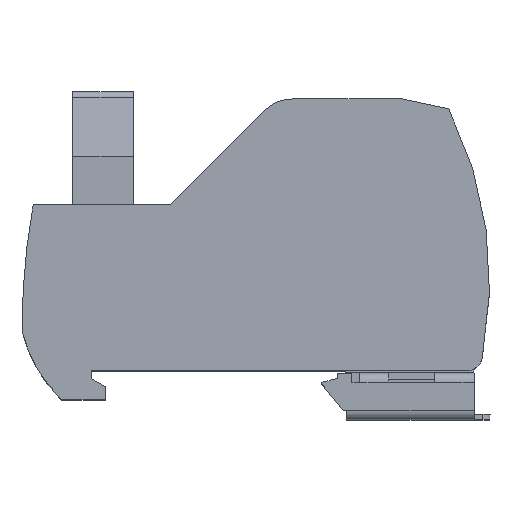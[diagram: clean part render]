
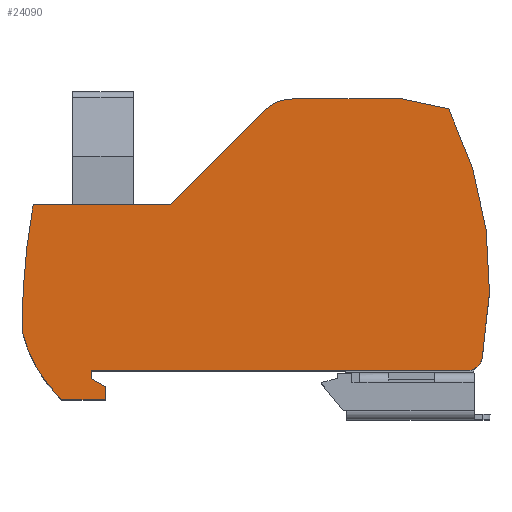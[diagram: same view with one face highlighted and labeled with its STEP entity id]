
A CAD part, top view. The second image highlights one B-rep face of the part: STEP entity #24090.
In plain terms, the highlighted planar face has unit normal (0, 0, 1).
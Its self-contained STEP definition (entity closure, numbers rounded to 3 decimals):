
#120=CARTESIAN_POINT('',(-2.13,1.2,9.77));
#130=VERTEX_POINT('',#120);
#600=CARTESIAN_POINT('',(-54.4,1.2,9.77));
#610=VERTEX_POINT('',#600);
#640=CARTESIAN_POINT('',(0.,1.2,9.77));
#650=DIRECTION('',(-1.,0.,0.));
#660=VECTOR('',#650,1.);
#670=LINE('',#640,#660);
#680=EDGE_CURVE('',#130,#610,#670,.T.);
#14130=CARTESIAN_POINT('',(-43.38,24.25,9.77));
#14140=VERTEX_POINT('',#14130);
#14170=CARTESIAN_POINT('',(0.,24.25,9.77));
#14180=DIRECTION('',(1.,0.,0.));
#14190=VECTOR('',#14180,1.);
#14200=LINE('',#14170,#14190);
#14210=CARTESIAN_POINT('',(-62.448,24.25,9.77));
#14220=VERTEX_POINT('',#14210);
#14230=EDGE_CURVE('',#14220,#14140,#14200,.T.);
#22890=CARTESIAN_POINT('',(-30.272,37.358,9.77));
#22900=VERTEX_POINT('',#22890);
#22930=CARTESIAN_POINT('',(0.,67.63,9.77));
#22940=DIRECTION('',(0.707,0.707,0.));
#22950=VECTOR('',#22940,1.);
#22960=LINE('',#22930,#22950);
#22970=EDGE_CURVE('',#14140,#22900,#22960,.T.);
#23100=CARTESIAN_POINT('',(-27.765,19.919,9.77));
#23110=DIRECTION('',(0.,0.,1.));
#23120=DIRECTION('',(1.,0.,0.));
#23130=AXIS2_PLACEMENT_3D('',#23100,#23110,#23120);
#23140=PLANE('',#23130);
#23150=ORIENTED_EDGE('',*,*,#14230,.F.);
#23160=ORIENTED_EDGE('',*,*,#22970,.F.);
#23170=CARTESIAN_POINT('',(-26.38,33.466,9.77));
#23180=DIRECTION('',(0.,0.,1.));
#23190=DIRECTION('',(-1.,0.,0.));
#23200=AXIS2_PLACEMENT_3D('',#23170,#23180,#23190);
#23210=CIRCLE('',#23200,5.504);
#23220=CARTESIAN_POINT('',(-26.38,38.97,9.77));
#23230=VERTEX_POINT('',#23220);
#23240=EDGE_CURVE('',#23230,#22900,#23210,.T.);
#23250=ORIENTED_EDGE('',*,*,#23240,.T.);
#23260=CARTESIAN_POINT('',(0.,38.97,9.77));
#23270=DIRECTION('',(1.,0.,0.));
#23280=VECTOR('',#23270,1.);
#23290=LINE('',#23260,#23280);
#23300=CARTESIAN_POINT('',(-11.135,38.97,9.77));
#23310=VERTEX_POINT('',#23300);
#23320=EDGE_CURVE('',#23230,#23310,#23290,.T.);
#23330=ORIENTED_EDGE('',*,*,#23320,.F.);
#23340=CARTESIAN_POINT('',(0.,36.603,9.77));
#23350=DIRECTION('',(0.978,-0.208,0.));
#23360=VECTOR('',#23350,1.);
#23370=LINE('',#23340,#23360);
#23380=CARTESIAN_POINT('',(-4.69,37.6,9.77));
#23390=VERTEX_POINT('',#23380);
#23400=EDGE_CURVE('',#23310,#23390,#23370,.T.);
#23410=ORIENTED_EDGE('',*,*,#23400,.F.);
#23420=CARTESIAN_POINT('',(-52.395,13.615,9.77));
#23430=DIRECTION('',(0.,0.,1.));
#23440=DIRECTION('',(1.,0.,0.));
#23450=AXIS2_PLACEMENT_3D('',#23420,#23430,#23440);
#23460=CIRCLE('',#23450,53.395);
#23470=CARTESIAN_POINT('',(0.,3.33,9.77))
;
#23480=VERTEX_POINT('',#23470);
#23490=EDGE_CURVE('',#23480,#23390,#23460,.T.);
#23500=ORIENTED_EDGE('',*,*,#23490,.T.);
#23510=CARTESIAN_POINT('',(-2.13,3.33,9.77));
#23520=DIRECTION('',(0.,0.,-1.));
#23530=DIRECTION('',(-1.,0.,0.));
#23540=AXIS2_PLACEMENT_3D('',#23510,#23520,#23530);
#23550=CIRCLE('',#23540,2.13);
#23560=EDGE_CURVE('',#23480,#130,#23550,.T.);
#23570=ORIENTED_EDGE('',*,*,#23560,.F.);
#23580=ORIENTED_EDGE('',*,*,#680,.F.);
#23590=CARTESIAN_POINT('',(-54.4,0.,9.77));
#23600=DIRECTION('',(0.,-1.,0.));
#23610=VECTOR('',#23600,1.);
#23620=LINE('',#23590,#23610);
#23630=CARTESIAN_POINT('',(-54.4,0.1,9.77));
#23640=VERTEX_POINT('',#23630);
#23650=EDGE_CURVE('',#610,#23640,#23620,.T.);
#23660=ORIENTED_EDGE('',*,*,#23650,.F.);
#23670=CARTESIAN_POINT('',(0.,-31.308,9.77))
;
#23680=DIRECTION('',(0.866,-0.5,0.));
#23690=VECTOR('',#23680,1.);
#23700=LINE('',#23670,#23690);
#23710=CARTESIAN_POINT('',(-52.4,-1.055,9.77));
#23720=VERTEX_POINT('',#23710);
#23730=EDGE_CURVE('',#23640,#23720,#23700,.T.);
#23740=ORIENTED_EDGE('',*,*,#23730,.F.);
#23750=CARTESIAN_POINT('',(-52.4,0.,9.77))
;
#23760=DIRECTION('',(0.,-1.,0.));
#23770=VECTOR('',#23760,1.);
#23780=LINE('',#23750,#23770);
#23790=CARTESIAN_POINT('',(-52.4,-2.8,9.77));
#23800=VERTEX_POINT('',#23790);
#23810=EDGE_CURVE('',#23720,#23800,#23780,.T.);
#23820=ORIENTED_EDGE('',*,*,#23810,.F.);
#23830=CARTESIAN_POINT('',(0.,-2.8,9.77));
#23840=DIRECTION('',(-1.,0.,0.));
#23850=VECTOR('',#23840,1.);
#23860=LINE('',#23830,#23850);
#23870=CARTESIAN_POINT('',(-58.5,-2.8,9.77));
#23880=VERTEX_POINT('',#23870);
#23890=EDGE_CURVE('',#23800,#23880,#23860,.T.);
#23900=ORIENTED_EDGE('',*,*,#23890,.F.);
#23910=CARTESIAN_POINT('',(-44.606,11.586,9.77));
#23920=DIRECTION('',(0.,0.,1.));
#23930=DIRECTION('',(-1.,0.,0.));
#23940=AXIS2_PLACEMENT_3D('',#23910,#23920,#23930);
#23950=CIRCLE('',#23940,20.);
#23960=CARTESIAN_POINT('',(-64.,6.7,9.77));
#23970=VERTEX_POINT('',#23960);
#23980=EDGE_CURVE('',#23970,#23880,#23950,.T.);
#23990=ORIENTED_EDGE('',*,*,#23980,.T.);
#24000=CARTESIAN_POINT('',(36.,6.7,9.77));
#24010=DIRECTION('',(0.,0.,1.));
#24020=DIRECTION('',(-1.,0.,0.));
#24030=AXIS2_PLACEMENT_3D('',#24000,#24010,#24020);
#24040=CIRCLE('',#24030,100.);
#24050=EDGE_CURVE('',#14220,#23970,#24040,.T.);
#24060=ORIENTED_EDGE('',*,*,#24050,.T.);
#24070=EDGE_LOOP('',(#24060,#23990,#23900,#23820,#23740,#23660,#23580,
#23570,#23500,#23410,#23330,#23250,#23160,#23150));
#24080=FACE_OUTER_BOUND('',#24070,.T.);
#24090=ADVANCED_FACE('',(#24080),#23140,.T.);
